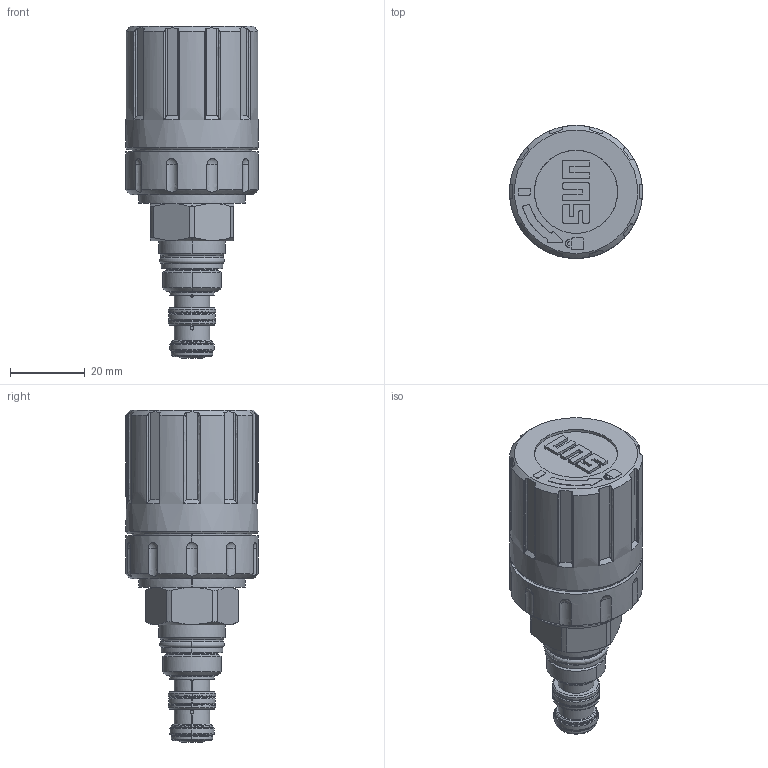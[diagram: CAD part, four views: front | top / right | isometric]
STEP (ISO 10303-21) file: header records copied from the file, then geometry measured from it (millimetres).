
FILE_DESCRIPTION((''),'2;1');
FILE_NAME('DBAMLCN_SW_PRT','2019-02-13T',('charlief'),(''),'PRO/ENGINEER BY PARAMETRIC TECHNOLOGY CORPORATION, 2016010','PRO/ENGINEER BY PARAMETRIC TECHNOLOGY CORPORATION, 2016010','');
FILE_SCHEMA(('CONFIG_CONTROL_DESIGN'));
Products named in the file (1): DBAMLCN_SW_PRT
Bounding box: 35.56 x 35.56 x 88.78 mm (x, y, z)
Surface area: 25279.5 mm2 (no closed solid volume)
Topology: 0 solids, 0 shells, 587 faces, 2934 edges, 2898 vertices
Faces by surface type: bspline 483, torus 90, sphere 14
Entity records: 85419 total; most frequent: CARTESIAN_POINT 60277, DIRECTION 3982, TRIMMED_CURVE 3158, DEFINITIONAL_REPRESENTATION 2862, PCURVE 2862, COMPOSITE_CURVE_SEGMENT 2862, VECTOR 2542, LINE 2542
